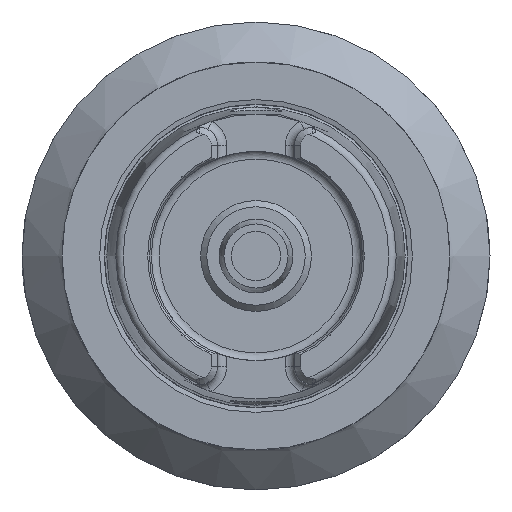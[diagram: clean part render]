
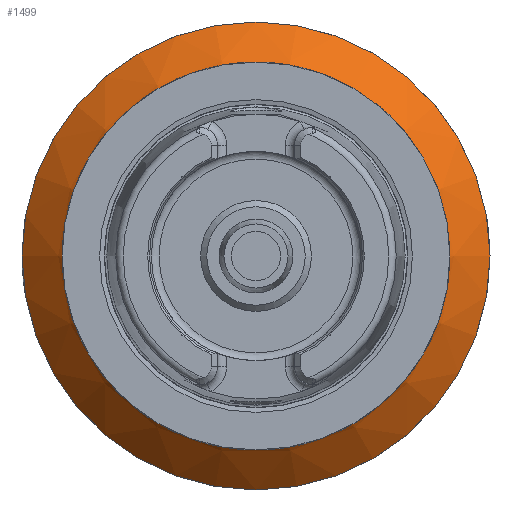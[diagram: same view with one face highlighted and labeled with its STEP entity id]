
A CAD part, left-side view. The second image highlights one B-rep face of the part: STEP entity #1499.
In plain terms, the highlighted conical face has half-angle 45 degrees and reference radius 32.125 mm.
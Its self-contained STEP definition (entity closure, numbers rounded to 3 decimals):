
#1457=CARTESIAN_POINT('',(63.25,26.25,0.0));
#1458=VERTEX_POINT('',#1457);
#1459=CARTESIAN_POINT('',(63.25,0.,0.0));
#1460=DIRECTION('',(1.0,0.0,0.0));
#1461=DIRECTION('',(0.0,1.0,0.0));
#1462=AXIS2_PLACEMENT_3D('',#1459,#1460,#1461);
#1463=CIRCLE('',#1462,26.25);
#1464=EDGE_CURVE('',#1458,#1458,#1463,.T.);
#1480=CARTESIAN_POINT('',(69.125,0.,0.0));
#1481=DIRECTION('',(1.0,0.,0.0));
#1482=DIRECTION('',(0.0,1.0,0.0));
#1483=AXIS2_PLACEMENT_3D('',#1480,#1481,#1482);
#1484=CONICAL_SURFACE('',#1483,32.125,45.);
#1485=CARTESIAN_POINT('',(75.,38.,0.0));
#1486=VERTEX_POINT('',#1485);
#1487=CARTESIAN_POINT('',(75.,0.,0.0));
#1488=DIRECTION('',(1.0,0.0,0.0));
#1489=DIRECTION('',(0.0,1.0,0.0));
#1490=AXIS2_PLACEMENT_3D('',#1487,#1488,#1489);
#1491=CIRCLE('',#1490,38.);
#1492=EDGE_CURVE('',#1486,#1486,#1491,.T.);
#1493=ORIENTED_EDGE('',*,*,#1492,.F.);
#1494=EDGE_LOOP('',(#1493));
#1495=FACE_OUTER_BOUND('',#1494,.T.);
#1496=ORIENTED_EDGE('',*,*,#1464,.T.);
#1497=EDGE_LOOP('',(#1496));
#1498=FACE_BOUND('',#1497,.T.);
#1499=ADVANCED_FACE('',(#1495,#1498),#1484,.T.);
